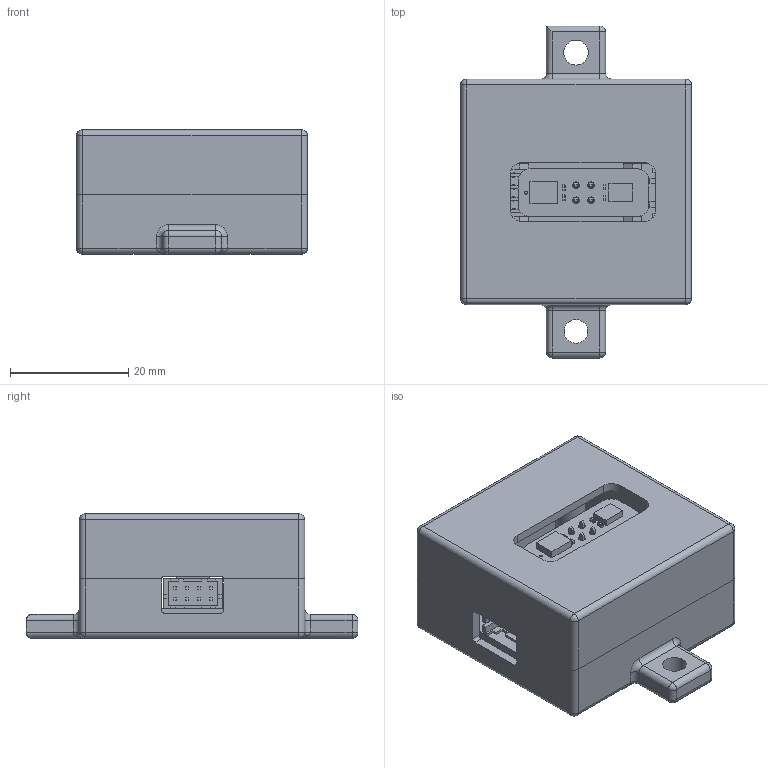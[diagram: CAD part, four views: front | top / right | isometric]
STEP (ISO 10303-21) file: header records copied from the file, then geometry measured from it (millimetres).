
FILE_DESCRIPTION(/* description */ (''),/* implementation_level */ '2;1');
FILE_NAME(/* name */ 'Gehäuse v11.step',/* time_stamp */ '2021-01-03T12:54:58+01:00',/* author */ (''),/* organization */ (''),/* preprocessor_version */ 'ST-DEVELOPER v18.1',/* originating_system */ 'Autodesk Translation Framework v9.7.0.1280',/* authorisation */ '');
FILE_SCHEMA (('AUTOMOTIVE_DESIGN { 1 0 10303 214 3 1 1 }'));
Products named in the file (80): Gehäuse; MSB_PCB_with_mic_pcb; Board; X101; TSM-102-01-T-DV; _TSM-102-01-DV_body; _T-1S6-16(-01-2-DV); mic_pcb_with_socket; R114; R113; R112; R108; R100; C112; R111; R110; R116; R115; LD101; LD100; LEDC1608X80N_RED; C114; C113; C109; C108; C107; C106; C103; R106; R101; R103; R102; C102; C104; C105; C100; 783905168; 783905168_1; 783905032; C101 ...
Assembly tree (118 placements, depth 5):
  Gehäuse
    MSB_PCB_with_mic_pcb
      Board
      X101
        TSM-102-01-T-DV
          _TSM-102-01-DV_body
          _T-1S6-16(-01-2-DV)
        mic_pcb_with_socket
      R114
        RESC1005X40
      R113
        RESC1005X40
      R112
        RESC1005X40
      R108
        RESC1005X40
      R100
        RESC1005X40
      C112
        CAPC1005X55
      R111
        RESC1005X40
      R110
        RESC1005X40
      R116
        RESC1005X40
      R115
        RESC1005X40
      LD101
        LEDC1608X80N_RED
      LD100
        LEDC1608X80N_RED
      C114
        CAPC1005X55
      C113
        CAPC1005X55
      C109
        CAPC1005X55
      C108
        CAPC1005X55
      C107
        CAPC1005X55
      C106
        CAPC1005X55
      C103
        CAPC1005X55
      R106
        RESC1005X40
      R101
        RESC1005X40
      R103
        RESC1005X40
      R102
        RESC1005X40
      C102
        CAPC1005X55
      C104
        CAPC1005X55
      C105
        CAPC1005X55
Bounding box: 39 x 56.1 x 21 mm (x, y, z)
Volume: 12127.6 mm3; surface area: 19104.5 mm2
Topology: 189 solids, 253 shells, 4346 faces, 11934 edges, 8036 vertices
Faces by surface type: plane 3184, cylinder 933, sphere 174, bspline 43, torus 12
Full cylindrical faces by diameter (mm): 0.4 x4, 0.5 x1, 0.65 x10, 0.762 x16, 1.1 x4, 2.5 x4, 2.7 x4, 2.8 x4, 4 x1, 4.2 x1, 5 x8
Entity records: 61548 total; most frequent: CARTESIAN_POINT 13389, DIRECTION 9349, ORIENTED_EDGE 9290, EDGE_CURVE 4813, LINE 3911, VECTOR 3911, VERTEX_POINT 3273, AXIS2_PLACEMENT_3D 2719
